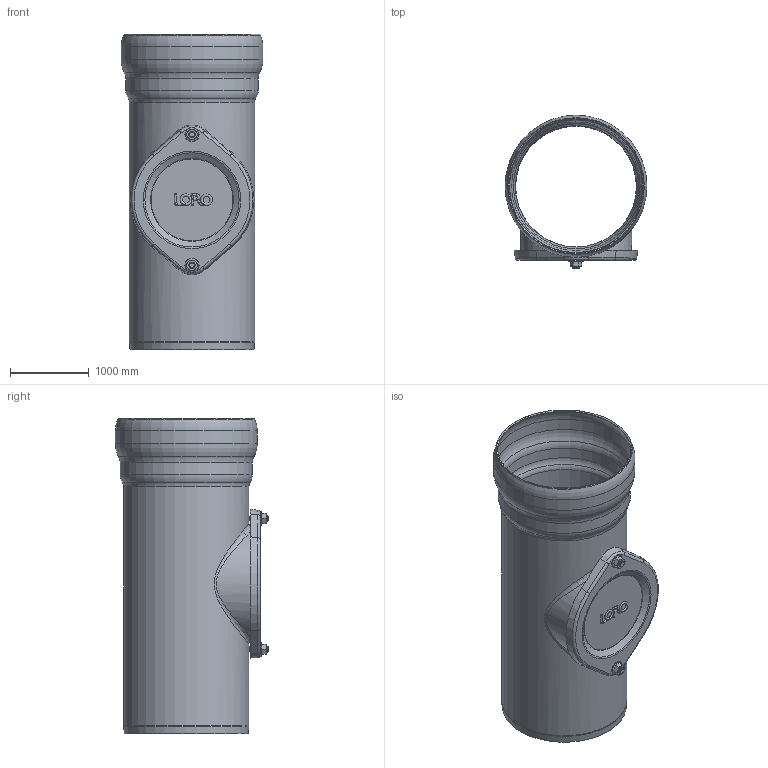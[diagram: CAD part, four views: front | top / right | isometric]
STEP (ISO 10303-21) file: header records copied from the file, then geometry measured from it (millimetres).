
FILE_DESCRIPTION(/* description */ (''),/* implementation_level */ '2;1');
FILE_NAME(/* name */ '5.550.150C_3D.stp',/* time_stamp */ '2024-12-11T11:54:37+01:00',/* author */ ('CAD'),/* organization */ (''),/* preprocessor_version */ 'ST-DEVELOPER v20',/* originating_system */ 'AutoCAD Mechanical',/* authorisation */ '');
FILE_SCHEMA (('AUTOMOTIVE_DESIGN { 1 0 10303 214 3 1 1 }'));
Length unit declared in the file: centimetre
Products named in the file (2): Product; *S0
Assembly tree (1 placements, depth 2):
  Product
    *S0
Bounding box: 1800 x 1945 x 4000.03 mm (x, y, z)
Volume: 487587477.2 mm3; surface area: 46674630.8 mm2
Topology: 7 solids, 7 shells, 258 faces, 619 edges, 363 vertices
Faces by surface type: cone 88, plane 50, cylinder 42, bspline 36, torus 36, sphere 6
Full cylindrical faces by diameter (mm): 66.47 x2, 100 x2, 1240 x1, 1370 x1, 1410 x1, 1500 x1, 1550 x1, 1590 x1, 1640 x1, 1680 x1, 1760 x1, 1800 x1
Entity records: 10605 total; most frequent: CARTESIAN_POINT 4763, DIRECTION 1227, ORIENTED_EDGE 1208, EDGE_CURVE 604, AXIS2_PLACEMENT_3D 521, VERTEX_POINT 363, CIRCLE 283, EDGE_LOOP 275
